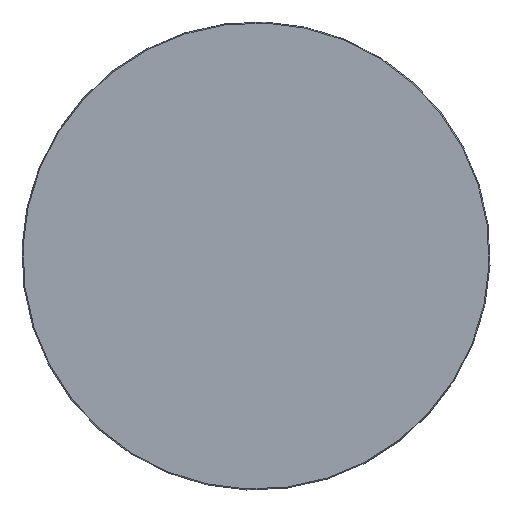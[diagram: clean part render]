
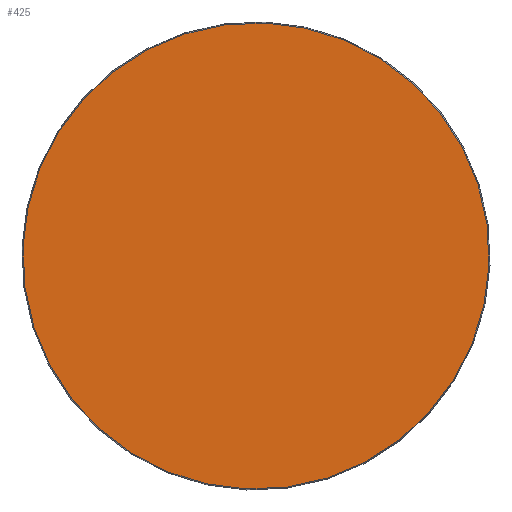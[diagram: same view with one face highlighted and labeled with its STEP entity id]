
A CAD part, front view. The second image highlights one B-rep face of the part: STEP entity #425.
In plain terms, the highlighted planar face has unit normal (0, -1, 0).
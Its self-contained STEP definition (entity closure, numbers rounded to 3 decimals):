
#80=FACE_OUTER_BOUND('',#106,.T.);
#106=EDGE_LOOP('',(#343));
#151=CIRCLE('',#506,22.5);
#190=VERTEX_POINT('',#767);
#242=EDGE_CURVE('',#190,#190,#151,.T.);
#343=ORIENTED_EDGE('',*,*,#242,.T.);
#380=PLANE('',#507);
#425=ADVANCED_FACE('',(#80),#380,.T.);
#506=AXIS2_PLACEMENT_3D('',#768,#633,#634);
#507=AXIS2_PLACEMENT_3D('',#770,#636,#637);
#633=DIRECTION('center_axis',(0.,-1.,0.));
#634=DIRECTION('ref_axis',(0.991,0.,0.135));
#636=DIRECTION('center_axis',(0.,-1.,0.));
#637=DIRECTION('ref_axis',(-0.991,0.,-0.135));
#767=CARTESIAN_POINT('',(-3.036,-31.5,22.294));
#768=CARTESIAN_POINT('Origin',(0.,-31.5,0.));
#770=CARTESIAN_POINT('Origin',(0.,-31.5,0.));
